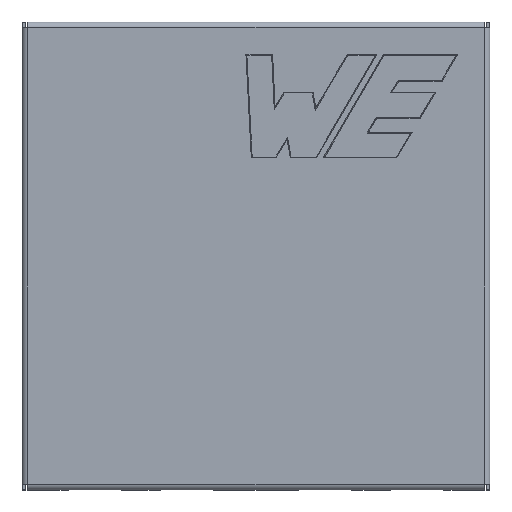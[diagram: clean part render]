
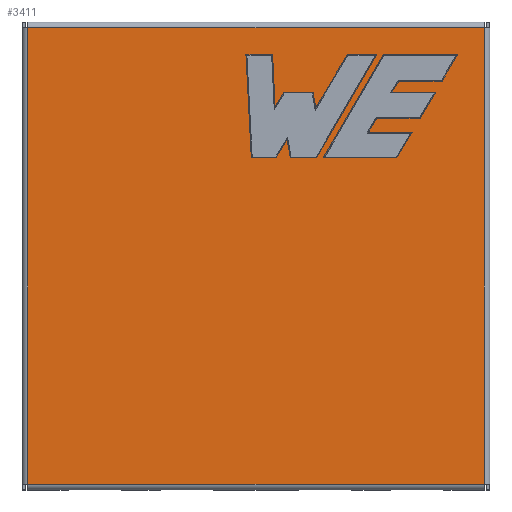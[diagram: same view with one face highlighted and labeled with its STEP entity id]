
A CAD part, top view. The second image highlights one B-rep face of the part: STEP entity #3411.
In plain terms, the highlighted planar face has unit normal (0, 0, 1).
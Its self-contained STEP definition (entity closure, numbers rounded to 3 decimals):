
#121=PLANE('',#3756);
#1183=ORIENTED_EDGE('',*,*,#1638,.T.);
#1184=ORIENTED_EDGE('',*,*,#1648,.T.);
#1185=ORIENTED_EDGE('',*,*,#1650,.T.);
#1186=ORIENTED_EDGE('',*,*,#1642,.T.);
#1187=ORIENTED_EDGE('',*,*,#1632,.T.);
#1188=ORIENTED_EDGE('',*,*,#1622,.T.);
#1189=ORIENTED_EDGE('',*,*,#1612,.T.);
#1190=ORIENTED_EDGE('',*,*,#1601,.T.);
#1191=ORIENTED_EDGE('',*,*,#1595,.T.);
#1192=ORIENTED_EDGE('',*,*,#1597,.T.);
#1193=ORIENTED_EDGE('',*,*,#1608,.T.);
#1194=ORIENTED_EDGE('',*,*,#1618,.T.);
#1195=ORIENTED_EDGE('',*,*,#1628,.T.);
#1196=ORIENTED_EDGE('',*,*,#1537,.T.);
#1197=ORIENTED_EDGE('',*,*,#1548,.T.);
#1198=ORIENTED_EDGE('',*,*,#1558,.T.);
#1199=ORIENTED_EDGE('',*,*,#1568,.T.);
#1200=ORIENTED_EDGE('',*,*,#1578,.T.);
#1201=ORIENTED_EDGE('',*,*,#1588,.T.);
#1202=ORIENTED_EDGE('',*,*,#1582,.T.);
#1203=ORIENTED_EDGE('',*,*,#1572,.T.);
#1204=ORIENTED_EDGE('',*,*,#1562,.T.);
#1205=ORIENTED_EDGE('',*,*,#1552,.T.);
#1206=ORIENTED_EDGE('',*,*,#1541,.T.);
#1207=ORIENTED_EDGE('',*,*,#1535,.T.);
#1208=ORIENTED_EDGE('',*,*,#1718,.F.);
#1209=ORIENTED_EDGE('',*,*,#1745,.T.);
#1210=ORIENTED_EDGE('',*,*,#1692,.T.);
#1211=ORIENTED_EDGE('',*,*,#1747,.T.);
#1535=EDGE_CURVE('',#1966,#1968,#2219,.T.);
#1537=EDGE_CURVE('',#1968,#1969,#2221,.T.);
#1541=EDGE_CURVE('',#1972,#1966,#2225,.T.);
#1548=EDGE_CURVE('',#1969,#1976,#2232,.T.);
#1552=EDGE_CURVE('',#1979,#1972,#2236,.T.);
#1558=EDGE_CURVE('',#1976,#1982,#2242,.T.);
#1562=EDGE_CURVE('',#1984,#1979,#2246,.T.);
#1568=EDGE_CURVE('',#1982,#1988,#2252,.T.);
#1572=EDGE_CURVE('',#1990,#1984,#2256,.T.);
#1578=EDGE_CURVE('',#1988,#1994,#2262,.T.);
#1582=EDGE_CURVE('',#1996,#1990,#2266,.T.);
#1588=EDGE_CURVE('',#1994,#1996,#2272,.T.);
#1595=EDGE_CURVE('',#2002,#2004,#2279,.T.);
#1597=EDGE_CURVE('',#2004,#2006,#2281,.T.);
#1601=EDGE_CURVE('',#2008,#2002,#2285,.T.);
#1608=EDGE_CURVE('',#2006,#2013,#2292,.T.);
#1612=EDGE_CURVE('',#2015,#2008,#2296,.T.);
#1618=EDGE_CURVE('',#2013,#2019,#2302,.T.);
#1622=EDGE_CURVE('',#2021,#2015,#2306,.T.);
#1628=EDGE_CURVE('',#2019,#2025,#2312,.T.);
#1632=EDGE_CURVE('',#2027,#2021,#2316,.T.);
#1638=EDGE_CURVE('',#2025,#2031,#2322,.T.);
#1642=EDGE_CURVE('',#2033,#2027,#2326,.T.);
#1648=EDGE_CURVE('',#2031,#2037,#2332,.T.);
#1650=EDGE_CURVE('',#2037,#2033,#2334,.T.);
#1692=EDGE_CURVE('',#2069,#2071,#2372,.T.);
#1718=EDGE_CURVE('',#2083,#2081,#2394,.T.);
#1745=EDGE_CURVE('',#2083,#2069,#2419,.T.);
#1747=EDGE_CURVE('',#2071,#2081,#2420,.T.);
#1966=VERTEX_POINT('',#5323);
#1968=VERTEX_POINT('',#5327);
#1969=VERTEX_POINT('',#5331);
#1972=VERTEX_POINT('',#5338);
#1976=VERTEX_POINT('',#5353);
#1979=VERTEX_POINT('',#5360);
#1982=VERTEX_POINT('',#5373);
#1984=VERTEX_POINT('',#5379);
#1988=VERTEX_POINT('',#5393);
#1990=VERTEX_POINT('',#5399);
#1994=VERTEX_POINT('',#5413);
#1996=VERTEX_POINT('',#5419);
#2002=VERTEX_POINT('',#5443);
#2004=VERTEX_POINT('',#5447);
#2006=VERTEX_POINT('',#5452);
#2008=VERTEX_POINT('',#5458);
#2013=VERTEX_POINT('',#5474);
#2015=VERTEX_POINT('',#5480);
#2019=VERTEX_POINT('',#5494);
#2021=VERTEX_POINT('',#5500);
#2025=VERTEX_POINT('',#5514);
#2027=VERTEX_POINT('',#5520);
#2031=VERTEX_POINT('',#5534);
#2033=VERTEX_POINT('',#5540);
#2037=VERTEX_POINT('',#5554);
#2069=VERTEX_POINT('',#5644);
#2071=VERTEX_POINT('',#5648);
#2081=VERTEX_POINT('',#5689);
#2083=VERTEX_POINT('',#5693);
#2219=LINE('',#5328,#2572);
#2221=LINE('',#5333,#2574);
#2225=LINE('',#5340,#2578);
#2232=LINE('',#5355,#2585);
#2236=LINE('',#5362,#2589);
#2242=LINE('',#5375,#2595);
#2246=LINE('',#5382,#2599);
#2252=LINE('',#5395,#2605);
#2256=LINE('',#5402,#2609);
#2262=LINE('',#5415,#2615);
#2266=LINE('',#5422,#2619);
#2272=LINE('',#5433,#2625);
#2279=LINE('',#5448,#2632);
#2281=LINE('',#5453,#2634);
#2285=LINE('',#5460,#2638);
#2292=LINE('',#5475,#2645);
#2296=LINE('',#5482,#2649);
#2302=LINE('',#5495,#2655);
#2306=LINE('',#5502,#2659);
#2312=LINE('',#5515,#2665);
#2316=LINE('',#5522,#2669);
#2322=LINE('',#5535,#2675);
#2326=LINE('',#5542,#2679);
#2332=LINE('',#5555,#2685);
#2334=LINE('',#5558,#2687);
#2372=LINE('',#5649,#2725);
#2394=LINE('',#5694,#2747);
#2419=LINE('',#5732,#2772);
#2420=LINE('',#5735,#2773);
#2572=VECTOR('',#4325,1000.);
#2574=VECTOR('',#4329,1000.);
#2578=VECTOR('',#4335,1000.);
#2585=VECTOR('',#4348,1000.);
#2589=VECTOR('',#4354,1000.);
#2595=VECTOR('',#4366,1000.);
#2599=VECTOR('',#4372,1000.);
#2605=VECTOR('',#4384,1000.);
#2609=VECTOR('',#4390,1000.);
#2615=VECTOR('',#4402,1000.);
#2619=VECTOR('',#4408,1000.);
#2625=VECTOR('',#4420,1000.);
#2632=VECTOR('',#4433,1000.);
#2634=VECTOR('',#4437,1000.);
#2638=VECTOR('',#4443,1000.);
#2645=VECTOR('',#4456,1000.);
#2649=VECTOR('',#4462,1000.);
#2655=VECTOR('',#4474,1000.);
#2659=VECTOR('',#4480,1000.);
#2665=VECTOR('',#4492,1000.);
#2669=VECTOR('',#4498,1000.);
#2675=VECTOR('',#4510,1000.);
#2679=VECTOR('',#4516,1000.);
#2685=VECTOR('',#4528,1000.);
#2687=VECTOR('',#4532,1000.);
#2725=VECTOR('',#4608,1000.);
#2747=VECTOR('',#4652,1000.);
#2772=VECTOR('',#4695,1000.);
#2773=VECTOR('',#4700,1000.);
#2963=EDGE_LOOP('',(#1183,#1184,#1185,#1186,#1187,#1188,#1189,#1190,#1191,
#1192,#1193,#1194,#1195));
#2964=EDGE_LOOP('',(#1196,#1197,#1198,#1199,#1200,#1201,#1202,#1203,#1204,
#1205,#1206,#1207));
#2965=EDGE_LOOP('',(#1208,#1209,#1210,#1211));
#3151=FACE_BOUND('',#2963,.T.);
#3152=FACE_BOUND('',#2964,.T.);
#3153=FACE_BOUND('',#2965,.T.);
#3411=ADVANCED_FACE('',(#3151,#3152,#3153),#121,.F.);
#3756=AXIS2_PLACEMENT_3D('',#5773,#4755,#4756);
#4325=DIRECTION('',(0.504,0.864,0.));
#4329=DIRECTION('',(1.,0.,0.));
#4335=DIRECTION('',(-1.,0.,0.));
#4348=DIRECTION('',(-0.507,-0.862,0.));
#4354=DIRECTION('',(-0.507,-0.862,0.));
#4366=DIRECTION('',(-1.,0.,0.));
#4372=DIRECTION('',(1.,0.,0.));
#4384=DIRECTION('',(-0.507,-0.862,0.));
#4390=DIRECTION('',(-0.507,-0.862,0.));
#4402=DIRECTION('',(1.,0.,0.));
#4408=DIRECTION('',(-1.,0.,0.));
#4420=DIRECTION('',(-0.507,-0.862,0.));
#4433=DIRECTION('',(1.,0.,0.));
#4437=DIRECTION('',(-0.504,-0.864,0.));
#4443=DIRECTION('',(0.512,0.859,0.));
#4456=DIRECTION('',(-1.,0.,0.));
#4462=DIRECTION('',(0.171,-0.985,0.));
#4474=DIRECTION('',(-0.171,0.985,0.));
#4480=DIRECTION('',(1.,0.,0.));
#4492=DIRECTION('',(-0.512,-0.859,0.));
#4498=DIRECTION('',(0.512,0.859,0.));
#4510=DIRECTION('',(-1.,0.,0.));
#4516=DIRECTION('',(0.047,-0.999,0.));
#4528=DIRECTION('',(-0.052,0.999,0.));
#4532=DIRECTION('',(1.,0.,0.));
#4608=DIRECTION('',(-1.,0.,0.));
#4652=DIRECTION('',(-1.,0.,0.));
#4695=DIRECTION('',(0.,1.,0.));
#4700=DIRECTION('',(0.,-1.,0.));
#4755=DIRECTION('',(0.,0.,-1.));
#4756=DIRECTION('',(-1.,0.,0.));
#5323=CARTESIAN_POINT('',(3.647,5.317,3.2));
#5327=CARTESIAN_POINT('',(6.915,10.925,3.2));
#5328=CARTESIAN_POINT('',(3.647,5.317,3.2));
#5331=CARTESIAN_POINT('',(10.944,10.925,3.2));
#5333=CARTESIAN_POINT('',(6.915,10.925,3.2));
#5338=CARTESIAN_POINT('',(7.643,5.317,3.2));
#5340=CARTESIAN_POINT('',(7.643,5.317,3.2));
#5353=CARTESIAN_POINT('',(10.1,9.492,3.2));
#5355=CARTESIAN_POINT('',(10.944,10.925,3.2));
#5360=CARTESIAN_POINT('',(8.47,6.722,3.2));
#5362=CARTESIAN_POINT('',(8.47,6.722,3.2));
#5373=CARTESIAN_POINT('',(7.747,9.492,3.2));
#5375=CARTESIAN_POINT('',(10.1,9.492,3.2));
#5379=CARTESIAN_POINT('',(6.117,6.722,3.2));
#5382=CARTESIAN_POINT('',(6.117,6.722,3.2));
#5393=CARTESIAN_POINT('',(7.396,8.896,3.2));
#5395=CARTESIAN_POINT('',(7.747,9.492,3.2));
#5399=CARTESIAN_POINT('',(6.554,7.465,3.2));
#5402=CARTESIAN_POINT('',(6.554,7.465,3.2));
#5413=CARTESIAN_POINT('',(9.75,8.896,3.2));
#5415=CARTESIAN_POINT('',(7.396,8.896,3.2));
#5419=CARTESIAN_POINT('',(8.907,7.465,3.2));
#5422=CARTESIAN_POINT('',(8.907,7.465,3.2));
#5433=CARTESIAN_POINT('',(9.75,8.896,3.2));
#5443=CARTESIAN_POINT('',(4.954,10.925,3.2));
#5447=CARTESIAN_POINT('',(6.564,10.925,3.2));
#5448=CARTESIAN_POINT('',(4.954,10.925,3.2));
#5452=CARTESIAN_POINT('',(3.295,5.317,3.2));
#5453=CARTESIAN_POINT('',(6.564,10.925,3.2));
#5458=CARTESIAN_POINT('',(3.243,8.055,3.2));
#5460=CARTESIAN_POINT('',(3.243,8.055,3.2));
#5474=CARTESIAN_POINT('',(1.859,5.317,3.2));
#5475=CARTESIAN_POINT('',(3.295,5.317,3.2));
#5480=CARTESIAN_POINT('',(3.097,8.896,3.2));
#5482=CARTESIAN_POINT('',(3.097,8.896,3.2));
#5494=CARTESIAN_POINT('',(1.687,6.309,3.2));
#5495=CARTESIAN_POINT('',(1.859,5.317,3.2));
#5500=CARTESIAN_POINT('',(1.509,8.896,3.2));
#5502=CARTESIAN_POINT('',(1.509,8.896,3.2));
#5514=CARTESIAN_POINT('',(1.096,5.317,3.2));
#5515=CARTESIAN_POINT('',(1.687,6.309,3.2));
#5520=CARTESIAN_POINT('',(1.034,8.1,3.2));
#5522=CARTESIAN_POINT('',(1.034,8.1,3.2));
#5534=CARTESIAN_POINT('',(-0.255,5.317,3.2));
#5535=CARTESIAN_POINT('',(1.096,5.317,3.2));
#5540=CARTESIAN_POINT('',(0.901,10.925,3.2));
#5542=CARTESIAN_POINT('',(0.901,10.925,3.2));
#5554=CARTESIAN_POINT('',(-0.548,10.925,3.2));
#5555=CARTESIAN_POINT('',(-0.255,5.317,3.2));
#5558=CARTESIAN_POINT('',(-0.548,10.925,3.2));
#5644=CARTESIAN_POINT('',(12.4,12.4,3.2));
#5648=CARTESIAN_POINT('',(-12.4,12.4,3.2));
#5649=CARTESIAN_POINT('',(-12.5,12.4,3.2));
#5689=CARTESIAN_POINT('',(-12.4,-12.4,3.2));
#5693=CARTESIAN_POINT('',(12.4,-12.4,3.2));
#5694=CARTESIAN_POINT('',(-12.5,-12.4,3.2));
#5732=CARTESIAN_POINT('',(12.4,12.4,3.2));
#5735=CARTESIAN_POINT('',(-12.4,12.4,3.2));
#5773=CARTESIAN_POINT('',(-12.5,12.4,3.2));
